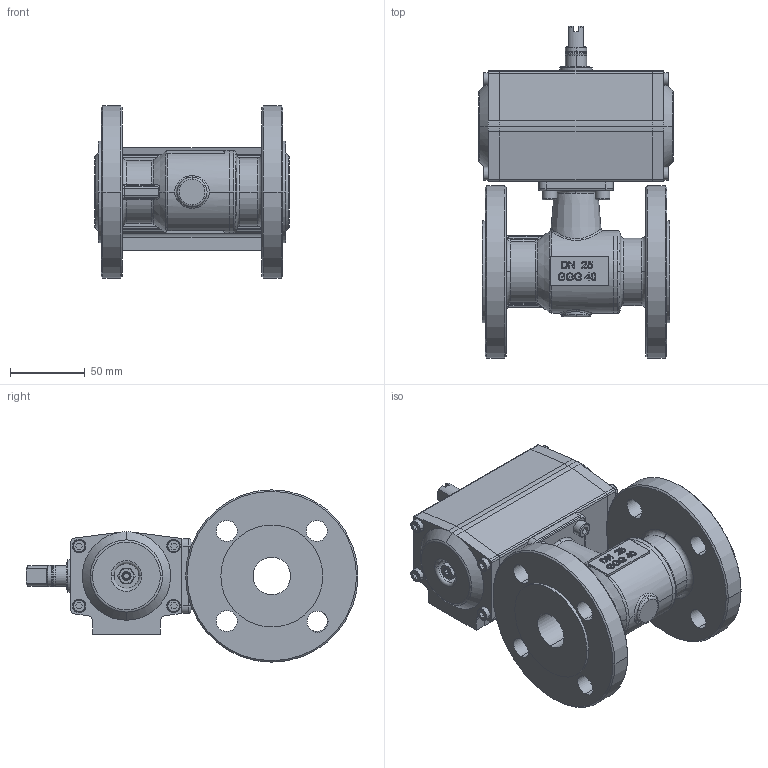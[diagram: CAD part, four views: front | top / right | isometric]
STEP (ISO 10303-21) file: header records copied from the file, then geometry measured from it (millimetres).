
FILE_DESCRIPTION(('STEP AP214'),'1');
FILE_NAME('valve_akp75-25-16-b-gte58-8f.stp','2018-06-18T09:50:06',('TraceParts'),('TraceParts S.A.'),'Spatial InterOp 3D',' ',' ');
FILE_SCHEMA(('automotive_design'));
Length unit declared in the file: millimetre
Products named in the file (26): valve_akp75-25-16-b-gte58-8f_1; valve_akp75-25-16-b-gte58-8f_2; valve_akp75-25-16-b-gte58-8f_3; valve_akp75-25-16-b-gte58-8f_4; valve_akp75-25-16-b-gte58-8f_5; valve_akp75-25-16-b-gte58-8f_6; valve_akp75-25-16-b-gte58-8f_7; valve_akp75-25-16-b-gte58-8f_8; valve_akp75-25-16-b-gte58-8f_9; valve_akp75-25-16-b-gte58-8f_10; valve_akp75-25-16-b-gte58-8f_11; valve_akp75-25-16-b-gte58-8f_12; valve_akp75-25-16-b-gte58-8f_13; valve_akp75-25-16-b-gte58-8f_14; valve_akp75-25-16-b-gte58-8f_15; valve_akp75-25-16-b-gte58-8f_16; valve_akp75-25-16-b-gte58-8f_17; valve_akp75-25-16-b-gte58-8f_18; valve_akp75-25-16-b-gte58-8f_19; valve_akp75-25-16-b-gte58-8f_20; valve_akp75-25-16-b-gte58-8f_21; valve_akp75-25-16-b-gte58-8f_22; valve_akp75-25-16-b-gte58-8f_23; valve_akp75-25-16-b-gte58-8f_24; valve_akp75-25-16-b-gte58-8f_25; valve_akp75-25-16-b-gte58-8f_26
Bounding box: 130 x 221.5 x 115 mm (x, y, z)
Volume: 824092 mm3; surface area: 190278.2 mm2
Topology: 26 solids, 26 shells, 1174 faces, 3140 edges, 2065 vertices
Faces by surface type: plane 390, cylinder 384, cone 194, torus 110, bspline 94, sphere 2
Entity records: 52200 total; most frequent: CARTESIAN_POINT 12496, DIRECTION 6451, ORIENTED_EDGE 6176, EDGE_CURVE 3088, AXIS2_PLACEMENT_3D 2568, VERTEX_POINT 2065, CIRCLE 1458, EDGE_LOOP 1341
